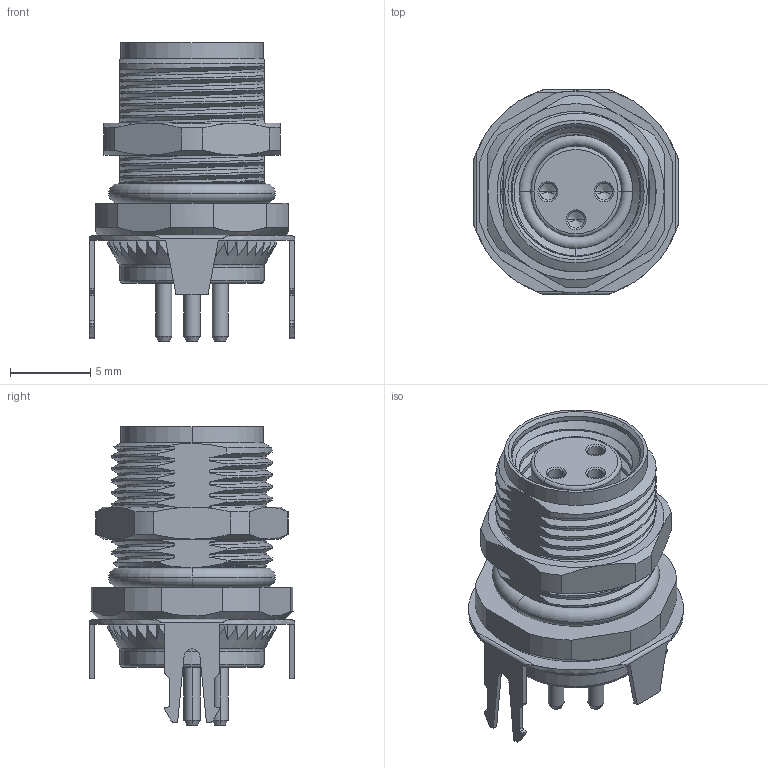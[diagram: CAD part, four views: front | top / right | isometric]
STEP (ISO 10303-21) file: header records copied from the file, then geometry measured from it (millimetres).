
FILE_DESCRIPTION((''),'2;1');
FILE_NAME('3P-K13333_3','2025-09-15T',('gongchengVI'),(''),'PRO/ENGINEER BY PARAMETRIC TECHNOLOGY CORPORATION, 2010280','PRO/ENGINEER BY PARAMETRIC TECHNOLOGY CORPORATION, 2010280','');
FILE_SCHEMA(('CONFIG_CONTROL_DESIGN'));
Products named in the file (1): 3P-K13333_3
Bounding box: 12.8 x 12.8 x 18.6 mm (x, y, z)
Volume: 253.8 mm3; surface area: 2697.6 mm2
Topology: 1 solids, 10 shells, 655 faces, 1713 edges, 1102 vertices
Faces by surface type: plane 250, cylinder 218, bspline 78, cone 73, torus 36
Entity records: 41224 total; most frequent: CARTESIAN_POINT 25600, ORIENTED_EDGE 3414, DIRECTION 3017, EDGE_CURVE 1707, AXIS2_PLACEMENT_3D 1112, VERTEX_POINT 1102, VECTOR 793, LINE 793
